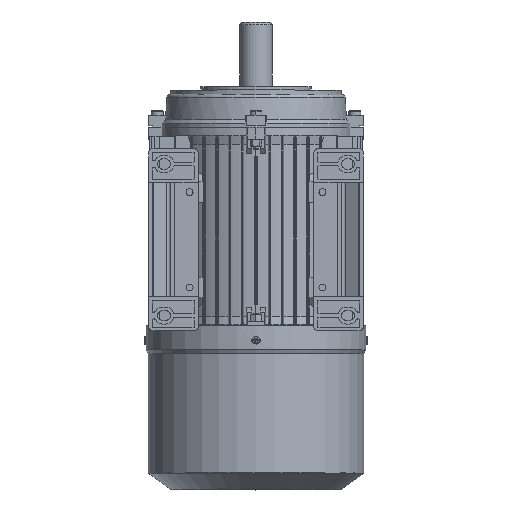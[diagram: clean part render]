
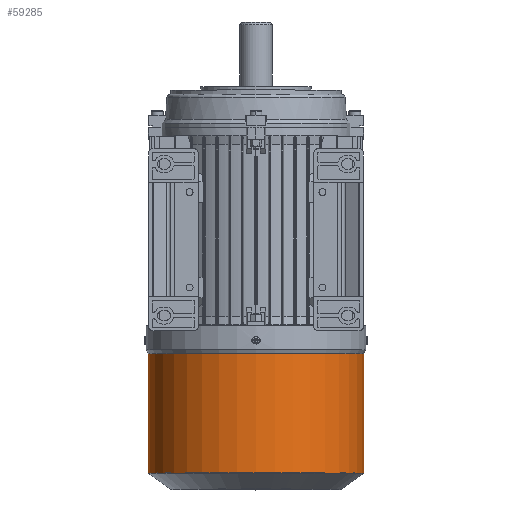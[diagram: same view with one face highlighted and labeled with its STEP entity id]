
A CAD part, top view. The second image highlights one B-rep face of the part: STEP entity #59285.
In plain terms, the highlighted cylindrical face has radius 126.5 mm (diameter 253 mm), a partial arc.
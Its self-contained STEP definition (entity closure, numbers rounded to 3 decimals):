
#13348 = CARTESIAN_POINT ( 'NONE',  ( -156.764, 0., 126.5 ) ) ;
#13349 = CARTESIAN_POINT ( 'NONE',  ( -156.764, 0., -126.5 ) ) ;
#13350 = DIRECTION ( 'NONE',  ( 0., 0., -1. ) ) ;
#13351 = DIRECTION ( 'NONE',  ( 1., 0., 0. ) ) ;
#13352 = CARTESIAN_POINT ( 'NONE',  ( -156.764, 0., 0. ) ) ;
#13353 = AXIS2_PLACEMENT_3D ( 'NONE', #13352, #13351, #13350 ) ;
#13354 = CIRCLE ( 'NONE', #13353, 126.5 ) ;
#13509 = CARTESIAN_POINT ( 'NONE',  ( 2., 0., 126.5 ) ) ;
#13510 = LINE ( 'NONE', #13509, #13574 ) ;
#13511 = DIRECTION ( 'NONE',  ( 0., 0., -1. ) ) ;
#13512 = DIRECTION ( 'NONE',  ( 1., 0., 0. ) ) ;
#13513 = CARTESIAN_POINT ( 'NONE',  ( 2., 0., 0. ) ) ;
#13514 = AXIS2_PLACEMENT_3D ( 'NONE', #13513, #13512, #13511 ) ;
#13515 = CYLINDRICAL_SURFACE ( 'NONE', #13514, 126.5 ) ;
#13516 = FACE_OUTER_BOUND ( 'NONE', #59286, .T. ) ;
#13562 = DIRECTION ( 'NONE',  ( 1., 0., 0. ) ) ;
#13563 = VECTOR ( 'NONE', #13562, 1000. ) ;
#13564 = CARTESIAN_POINT ( 'NONE',  ( 2., 0., -126.5 ) ) ;
#13565 = LINE ( 'NONE', #13564, #13563 ) ;
#13566 = CARTESIAN_POINT ( 'NONE',  ( -16.486, 0., -126.5 ) ) ;
#13567 = DIRECTION ( 'NONE',  ( 0., 0., -1. ) ) ;
#13568 = DIRECTION ( 'NONE',  ( 1., 0., 0. ) ) ;
#13569 = CARTESIAN_POINT ( 'NONE',  ( -16.486, 0., 0. ) ) ;
#13570 = AXIS2_PLACEMENT_3D ( 'NONE', #13569, #13568, #13567 ) ;
#13571 = CIRCLE ( 'NONE', #13570, 126.5 ) ;
#13572 = CARTESIAN_POINT ( 'NONE',  ( -16.486, 0., 126.5 ) ) ;
#13573 = DIRECTION ( 'NONE',  ( 1., 0., 0. ) ) ;
#13574 = VECTOR ( 'NONE', #13573, 1000. ) ;
#59221 = EDGE_CURVE ( 'NONE', #59222, #59223, #13354, .T. ) ;
#59222 = VERTEX_POINT ( 'NONE', #13349 ) ;
#59223 = VERTEX_POINT ( 'NONE', #13348 ) ;
#59285 = ADVANCED_FACE ( 'NONE', ( #13516 ), #13515, .T. ) ;
#59286 = EDGE_LOOP ( 'NONE', ( #59287, #59288, #59291, #59294 ) ) ;
#59287 = ORIENTED_EDGE ( 'NONE', *, *, #59221, .T. ) ;
#59288 = ORIENTED_EDGE ( 'NONE', *, *, #59289, .T. ) ;
#59289 = EDGE_CURVE ( 'NONE', #59223, #59290, #13510, .T. ) ;
#59290 = VERTEX_POINT ( 'NONE', #13572 ) ;
#59291 = ORIENTED_EDGE ( 'NONE', *, *, #59292, .F. ) ;
#59292 = EDGE_CURVE ( 'NONE', #59293, #59290, #13571, .T. ) ;
#59293 = VERTEX_POINT ( 'NONE', #13566 ) ;
#59294 = ORIENTED_EDGE ( 'NONE', *, *, #59295, .F. ) ;
#59295 = EDGE_CURVE ( 'NONE', #59222, #59293, #13565, .T. ) ;
